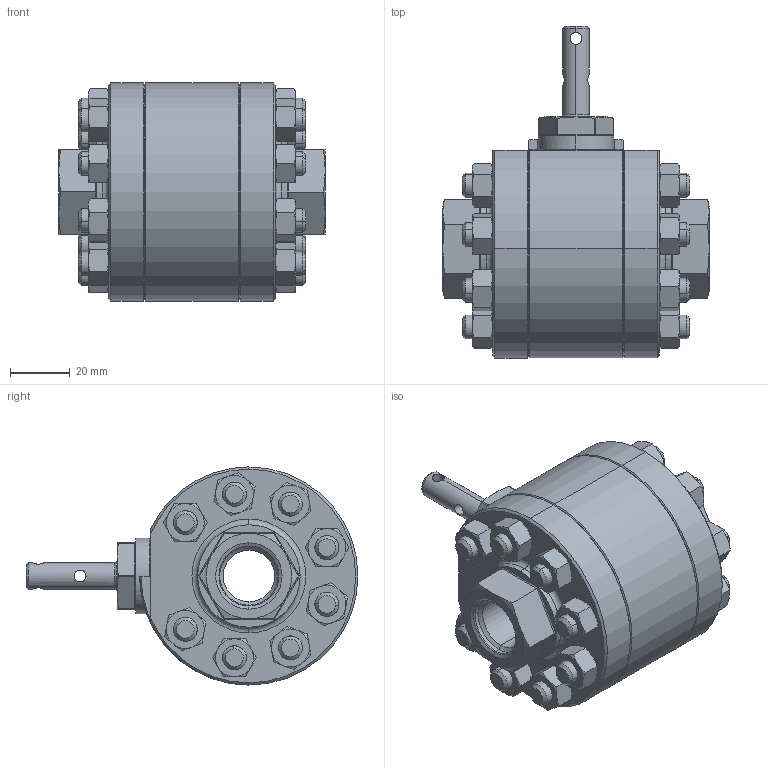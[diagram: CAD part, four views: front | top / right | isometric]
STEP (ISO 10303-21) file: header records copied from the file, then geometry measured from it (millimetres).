
FILE_DESCRIPTION (( 'STEP AP214' ), '1' );
FILE_NAME ('080300008 A (Tube with Bare Stem).STEP', '2015-07-16T20:46:14', ( '' ), ( '' ), 'SwSTEP 2.0', 'SolidWorks 2015', '' );
FILE_SCHEMA (( 'AUTOMOTIVE_DESIGN' ));
Length unit declared in the file: inch
Products named in the file (1): 080300008 A (Tube with Bare Stem)
Bounding box: 89.15 x 111.11 x 73.03 mm (x, y, z)
Volume: 187358.7 mm3; surface area: 86380.4 mm2
Topology: 31 solids, 31 shells, 1030 faces, 2603 edges, 1628 vertices
Faces by surface type: cylinder 443, cone 350, plane 192, bspline 32, torus 13
Entity records: 59877 total; most frequent: CARTESIAN_POINT 23852, ORIENTED_EDGE 5190, DIRECTION 4038, EDGE_CURVE 2595, AXIS2_PLACEMENT_3D 1665, VERTEX_POINT 1628, EDGE_LOOP 1141, UNCERTAINTY_MEASURE_WITH_UNIT 1063
